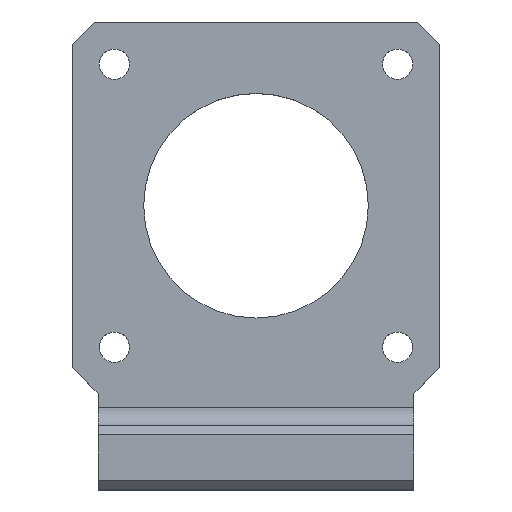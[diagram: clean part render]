
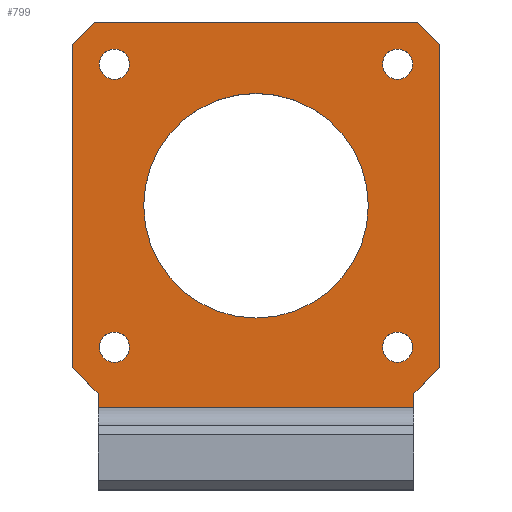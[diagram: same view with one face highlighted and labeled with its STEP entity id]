
A CAD part, top view. The second image highlights one B-rep face of the part: STEP entity #799.
In plain terms, the highlighted planar face has unit normal (0, 0, 1).
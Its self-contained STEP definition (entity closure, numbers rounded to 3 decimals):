
#23=FACE_BOUND('',#145,.T.);
#24=FACE_BOUND('',#146,.T.);
#25=FACE_BOUND('',#147,.T.);
#26=FACE_BOUND('',#148,.T.);
#27=FACE_BOUND('',#149,.T.);
#43=PLANE('',#864);
#56=CIRCLE('',#865,1.65);
#57=CIRCLE('',#866,1.65);
#58=CIRCLE('',#867,12.3);
#59=CIRCLE('',#868,1.65);
#60=CIRCLE('',#869,1.65);
#96=FACE_OUTER_BOUND('',#144,.T.);
#144=EDGE_LOOP('',(#697,#698,#699,#700,#701,#702,#703,#704,#705,#706));
#145=EDGE_LOOP('',(#707));
#146=EDGE_LOOP('',(#708));
#147=EDGE_LOOP('',(#709));
#148=EDGE_LOOP('',(#710));
#149=EDGE_LOOP('',(#711));
#210=LINE('',#1537,#274);
#212=LINE('',#1541,#276);
#221=LINE('',#1560,#285);
#224=LINE('',#1568,#288);
#226=LINE('',#1572,#290);
#235=LINE('',#1591,#299);
#240=LINE('',#1611,#304);
#242=LINE('',#1615,#306);
#244=LINE('',#1618,#308);
#246=LINE('',#1621,#310);
#274=VECTOR('',#938,10.);
#276=VECTOR('',#942,10.);
#285=VECTOR('',#955,10.);
#288=VECTOR('',#960,10.);
#290=VECTOR('',#964,10.);
#299=VECTOR('',#977,10.);
#304=VECTOR('',#996,10.);
#306=VECTOR('',#1000,10.);
#308=VECTOR('',#1004,10.);
#310=VECTOR('',#1008,10.);
#357=VERTEX_POINT('',#1534);
#358=VERTEX_POINT('',#1536);
#359=VERTEX_POINT('',#1540);
#367=VERTEX_POINT('',#1558);
#370=VERTEX_POINT('',#1565);
#371=VERTEX_POINT('',#1567);
#372=VERTEX_POINT('',#1571);
#380=VERTEX_POINT('',#1589);
#388=VERTEX_POINT('',#1610);
#389=VERTEX_POINT('',#1614);
#390=VERTEX_POINT('',#2465);
#391=VERTEX_POINT('',#2467);
#392=VERTEX_POINT('',#2469);
#393=VERTEX_POINT('',#2471);
#394=VERTEX_POINT('',#2473);
#444=EDGE_CURVE('',#357,#358,#210,.T.);
#446=EDGE_CURVE('',#358,#359,#212,.T.);
#456=EDGE_CURVE('',#367,#357,#221,.T.);
#459=EDGE_CURVE('',#370,#371,#224,.T.);
#461=EDGE_CURVE('',#371,#372,#226,.T.);
#471=EDGE_CURVE('',#370,#380,#235,.T.);
#481=EDGE_CURVE('',#372,#388,#240,.T.);
#483=EDGE_CURVE('',#388,#389,#242,.T.);
#485=EDGE_CURVE('',#389,#367,#244,.T.);
#487=EDGE_CURVE('',#359,#380,#246,.T.);
#500=EDGE_CURVE('',#390,#390,#56,.T.);
#501=EDGE_CURVE('',#391,#391,#57,.T.);
#502=EDGE_CURVE('',#392,#392,#58,.T.);
#503=EDGE_CURVE('',#393,#393,#59,.T.);
#504=EDGE_CURVE('',#394,#394,#60,.T.);
#697=ORIENTED_EDGE('',*,*,#444,.F.);
#698=ORIENTED_EDGE('',*,*,#456,.F.);
#699=ORIENTED_EDGE('',*,*,#485,.F.);
#700=ORIENTED_EDGE('',*,*,#483,.F.);
#701=ORIENTED_EDGE('',*,*,#481,.F.);
#702=ORIENTED_EDGE('',*,*,#461,.F.);
#703=ORIENTED_EDGE('',*,*,#459,.F.);
#704=ORIENTED_EDGE('',*,*,#471,.T.);
#705=ORIENTED_EDGE('',*,*,#487,.F.);
#706=ORIENTED_EDGE('',*,*,#446,.F.);
#707=ORIENTED_EDGE('',*,*,#500,.F.);
#708=ORIENTED_EDGE('',*,*,#501,.F.);
#709=ORIENTED_EDGE('',*,*,#502,.F.);
#710=ORIENTED_EDGE('',*,*,#503,.F.);
#711=ORIENTED_EDGE('',*,*,#504,.F.);
#799=ADVANCED_FACE('',(#96,#23,#24,#25,#26,#27),#43,.F.);
#864=AXIS2_PLACEMENT_3D('',#2464,#1025,#1026);
#865=AXIS2_PLACEMENT_3D('',#2466,#1027,#1028);
#866=AXIS2_PLACEMENT_3D('',#2468,#1029,#1030);
#867=AXIS2_PLACEMENT_3D('',#2470,#1031,#1032);
#868=AXIS2_PLACEMENT_3D('',#2472,#1033,#1034);
#869=AXIS2_PLACEMENT_3D('',#2474,#1035,#1036);
#938=DIRECTION('',(-0.707,-0.707,0.));
#942=DIRECTION('',(0.,-1.,0.));
#955=DIRECTION('',(0.,-1.,0.));
#960=DIRECTION('',(-0.707,0.707,0.));
#964=DIRECTION('',(0.,1.,0.));
#977=DIRECTION('',(0.,-1.,0.));
#996=DIRECTION('',(0.707,0.707,0.));
#1000=DIRECTION('',(1.,0.,0.));
#1004=DIRECTION('',(0.707,-0.707,0.));
#1008=DIRECTION('',(-1.,0.,0.));
#1025=DIRECTION('center_axis',(0.,0.,
-1.));
#1026=DIRECTION('ref_axis',(-1.,0.,0.));
#1027=DIRECTION('center_axis',(0.,0.,
1.));
#1028=DIRECTION('ref_axis',(-1.,0.,0.));
#1029=DIRECTION('center_axis',(0.,0.,
1.));
#1030=DIRECTION('ref_axis',(-1.,0.,0.));
#1031=DIRECTION('center_axis',(0.,0.,
1.));
#1032=DIRECTION('ref_axis',(-1.,0.,0.));
#1033=DIRECTION('center_axis',(0.,0.,
1.));
#1034=DIRECTION('ref_axis',(-1.,0.,0.));
#1035=DIRECTION('center_axis',(0.,0.,
1.));
#1036=DIRECTION('ref_axis',(-1.,0.,0.));
#1534=CARTESIAN_POINT('',(0.125,-51.034,66.037));
#1536=CARTESIAN_POINT('',(-2.703,-53.863,66.037));
#1537=CARTESIAN_POINT('',(-0.168,-51.327,66.037));
#1540=CARTESIAN_POINT('',(-2.703,-55.448,66.037));
#1541=CARTESIAN_POINT('',(-2.703,-53.448,66.037));
#1558=CARTESIAN_POINT('',(0.125,-15.613,66.037));
#1560=CARTESIAN_POINT('',(0.125,-16.027,66.037));
#1565=CARTESIAN_POINT('',(-37.297,-53.863,66.037));
#1567=CARTESIAN_POINT('',(-40.125,-51.034,66.037));
#1568=CARTESIAN_POINT('',(-38.004,-53.155,66.037));
#1571=CARTESIAN_POINT('',(-40.125,-15.613,66.037));
#1572=CARTESIAN_POINT('',(-40.125,-50.62,66.037));
#1589=CARTESIAN_POINT('',(-37.297,-55.448,66.037));
#1591=CARTESIAN_POINT('',(-37.297,-53.448,66.037));
#1610=CARTESIAN_POINT('',(-37.711,-13.198,66.037));
#1611=CARTESIAN_POINT('',(-39.832,-15.32,66.037));
#1614=CARTESIAN_POINT('',(-2.289,-13.198,66.037));
#1615=CARTESIAN_POINT('',(-37.297,-13.198,66.037));
#1618=CARTESIAN_POINT('',(-1.996,-13.491,66.037));
#1621=CARTESIAN_POINT('',(-20.,-55.448,66.037));
#2464=CARTESIAN_POINT('Origin',(-20.,-33.323,66.037));
#2465=CARTESIAN_POINT('',(-2.85,-48.823,66.037));
#2466=CARTESIAN_POINT('Origin',(-4.5,-48.823,66.037));
#2467=CARTESIAN_POINT('',(-33.85,-17.823,66.037));
#2468=CARTESIAN_POINT('Origin',(-35.5,-17.823,66.037));
#2469=CARTESIAN_POINT('',(-7.7,-33.323,66.037));
#2470=CARTESIAN_POINT('Origin',(-20.,-33.323,66.037));
#2471=CARTESIAN_POINT('',(-33.85,-48.823,66.037));
#2472=CARTESIAN_POINT('Origin',(-35.5,-48.823,66.037));
#2473=CARTESIAN_POINT('',(-2.85,-17.823,66.037));
#2474=CARTESIAN_POINT('Origin',(-4.5,-17.823,66.037));
